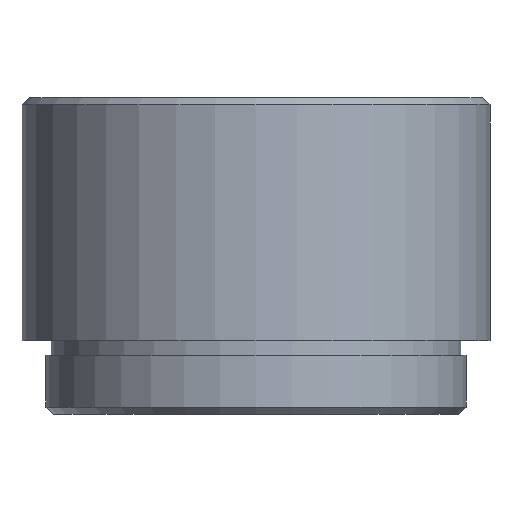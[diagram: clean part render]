
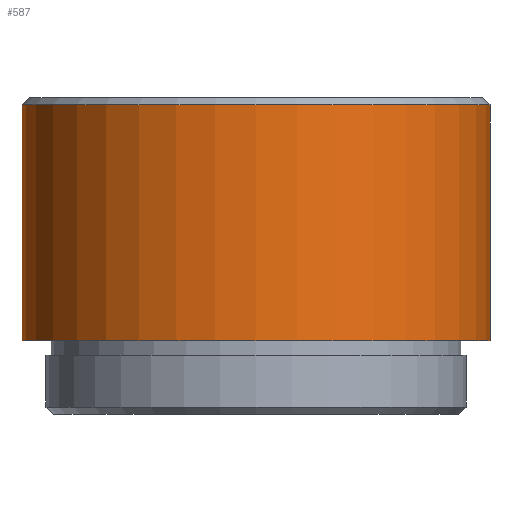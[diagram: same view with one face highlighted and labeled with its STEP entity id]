
A CAD part, front view. The second image highlights one B-rep face of the part: STEP entity #587.
In plain terms, the highlighted cylindrical face has radius 15.878 mm (diameter 31.756 mm), a partial arc.
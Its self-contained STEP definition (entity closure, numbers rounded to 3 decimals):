
#103 = FACE_OUTER_BOUND ( 'NONE', #541, .T. ) ;
#143 = VERTEX_POINT ( 'NONE', #419 ) ;
#233 = DIRECTION ( 'NONE',  ( -1., 0., 0. ) ) ;
#272 = ORIENTED_EDGE ( 'NONE', *, *, #1083, .T. ) ;
#322 = CARTESIAN_POINT ( 'NONE',  ( 15.878, 0., 5. ) ) ;
#384 = DIRECTION ( 'NONE',  ( 1., 0., 0. ) ) ;
#411 = ORIENTED_EDGE ( 'NONE', *, *, #1399, .T. ) ;
#419 = CARTESIAN_POINT ( 'NONE',  ( 15.878, 0., 21. ) ) ;
#472 = LINE ( 'NONE', #1487, #1251 ) ;
#481 = DIRECTION ( 'NONE',  ( 0., 0., -1. ) ) ;
#514 = EDGE_CURVE ( 'NONE', #1221, #1580, #1597, .T. ) ;
#535 = CARTESIAN_POINT ( 'NONE',  ( -15.878, 0., 21.5 ) ) ;
#541 = EDGE_LOOP ( 'NONE', ( #734, #411, #272, #975 ) ) ;
#587 = ADVANCED_FACE ( 'NONE', ( #103 ), #1273, .T. ) ;
#617 = VECTOR ( 'NONE', #675, 1000. ) ;
#675 = DIRECTION ( 'NONE',  ( 0., 0., -1. ) ) ;
#734 = ORIENTED_EDGE ( 'NONE', *, *, #812, .F. ) ;
#812 = EDGE_CURVE ( 'NONE', #143, #1221, #472, .T. ) ;
#846 = DIRECTION ( 'NONE',  ( 0., 0., -1. ) ) ;
#858 = AXIS2_PLACEMENT_3D ( 'NONE', #1542, #1658, #233 ) ;
#908 = AXIS2_PLACEMENT_3D ( 'NONE', #1651, #481, #1134 ) ;
#939 = CARTESIAN_POINT ( 'NONE',  ( -15.878, 0., 5. ) ) ;
#975 = ORIENTED_EDGE ( 'NONE', *, *, #514, .F. ) ;
#984 = VERTEX_POINT ( 'NONE', #1087 ) ;
#1014 = AXIS2_PLACEMENT_3D ( 'NONE', #1148, #1677, #384 ) ;
#1083 = EDGE_CURVE ( 'NONE', #984, #1580, #1463, .T. ) ;
#1087 = CARTESIAN_POINT ( 'NONE',  ( -15.878, 0., 21. ) ) ;
#1134 = DIRECTION ( 'NONE',  ( -1., 0., 0. ) ) ;
#1148 = CARTESIAN_POINT ( 'NONE',  ( 0., 0., 21. ) ) ;
#1221 = VERTEX_POINT ( 'NONE', #322 ) ;
#1251 = VECTOR ( 'NONE', #846, 1000. ) ;
#1273 = CYLINDRICAL_SURFACE ( 'NONE', #858, 15.878 ) ;
#1307 = CIRCLE ( 'NONE', #1014, 15.878 ) ;
#1399 = EDGE_CURVE ( 'NONE', #143, #984, #1307, .T. ) ;
#1463 = LINE ( 'NONE', #535, #617 ) ;
#1487 = CARTESIAN_POINT ( 'NONE',  ( 15.878, 0., 21.5 ) ) ;
#1542 = CARTESIAN_POINT ( 'NONE',  ( 0., 0., 21.5 ) ) ;
#1580 = VERTEX_POINT ( 'NONE', #939 ) ;
#1597 = CIRCLE ( 'NONE', #908, 15.878 ) ;
#1651 = CARTESIAN_POINT ( 'NONE',  ( 0., 0., 5. ) ) ;
#1658 = DIRECTION ( 'NONE',  ( 0., 0., -1. ) ) ;
#1677 = DIRECTION ( 'NONE',  ( 0., 0., -1. ) ) ;
